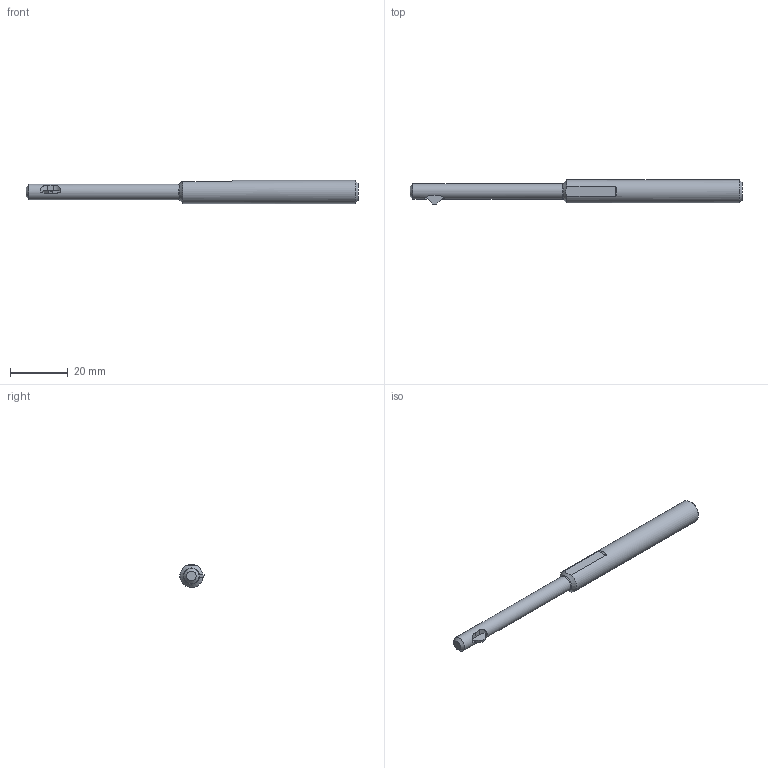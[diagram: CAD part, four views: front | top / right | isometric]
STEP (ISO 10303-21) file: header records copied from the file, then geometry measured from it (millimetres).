
FILE_DESCRIPTION(/* description */ (''),/* implementation_level */ '2;1');
FILE_NAME(/* name */ 'Ass-Uburr Ø5.5mm_Simplify_1.stp',/* time_stamp */ '2023-03-02T13:46:19+02:00',/* author */ ('adva'),/* organization */ (''),/* preprocessor_version */ 'ST-DEVELOPER v18.1',/* originating_system */ 'Autodesk Inventor 2022',/* authorisation */ '');
FILE_SCHEMA (('CONFIG_CONTROL_DESIGN'));
Length unit declared in the file: millimetre
Products named in the file (1): Ass-Uburr Ø5.5mm_Simplify_1
Bounding box: 115 x 8.39 x 8 mm (x, y, z)
Volume: 4226.6 mm3; surface area: 2507.9 mm2
Topology: 1 solids, 1 shells, 23 faces, 57 edges, 37 vertices
Faces by surface type: plane 13, cylinder 6, cone 3, torus 1
Full cylindrical faces by diameter (mm): 5.3 x1, 8 x1
Entity records: 802 total; most frequent: CARTESIAN_POINT 168, DIRECTION 122, ORIENTED_EDGE 114, EDGE_CURVE 57, AXIS2_PLACEMENT_3D 45, VERTEX_POINT 37, LINE 32, VECTOR 32
